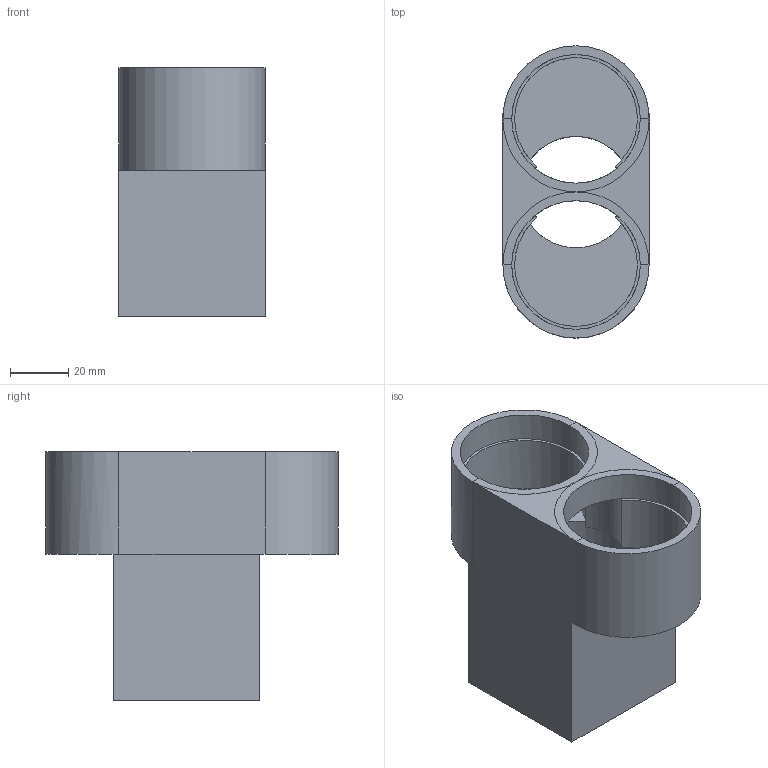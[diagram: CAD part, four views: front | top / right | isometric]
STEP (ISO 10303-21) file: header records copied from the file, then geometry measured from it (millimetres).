
FILE_DESCRIPTION(('FreeCAD Model'),'2;1');
FILE_NAME('Open CASCADE Shape Model','2024-09-05T19:08:15',(''),(''), 'Open CASCADE STEP processor 7.6','FreeCAD','Unknown');
FILE_SCHEMA(('CONFIG_CONTROL_DESIGN','SHAPE_APPEARANCE_LAYER_MIM'));
Length unit declared in the file: millimetre
Products named in the file (1): difference (Solid)
Bounding box: 50 x 100 x 85 mm (x, y, z)
Volume: 118199.6 mm3; surface area: 40765.5 mm2
Topology: 1 solids, 1 shells, 58 faces, 136 edges, 77 vertices
Faces by surface type: plane 41, cylinder 17
Full cylindrical faces by diameter (mm): 4 x1, 38.2 x1, 44 x2
Entity records: 1837 total; most frequent: CARTESIAN_POINT 414, DIRECTION 314, ORIENTED_EDGE 272, EDGE_CURVE 136, AXIS2_PLACEMENT_3D 124, VERTEX_POINT 77, LINE 66, VECTOR 66
